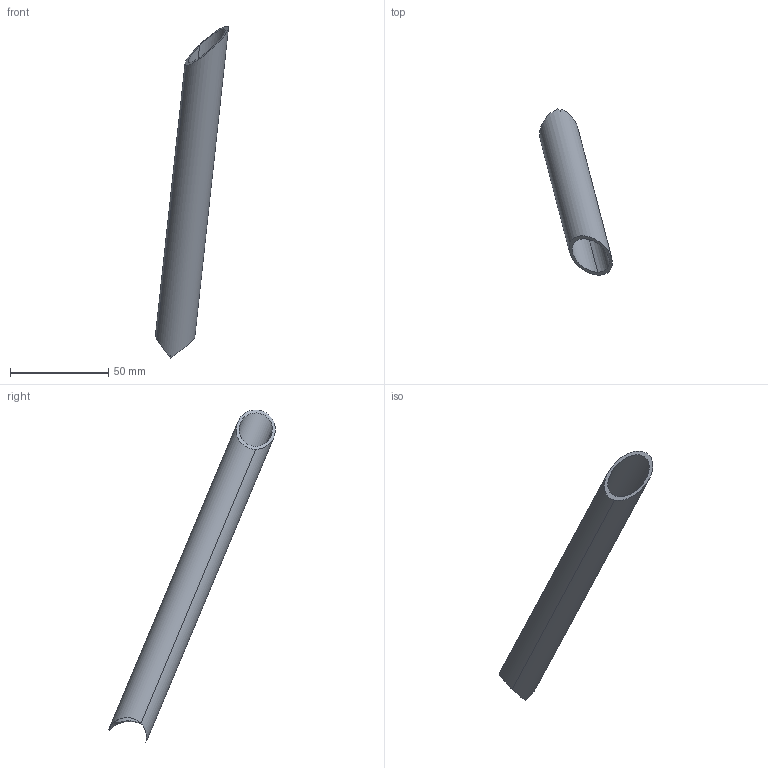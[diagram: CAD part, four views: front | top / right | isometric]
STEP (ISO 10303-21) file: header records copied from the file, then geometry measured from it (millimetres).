
FILE_DESCRIPTION(('STEP AP214'),'1');
FILE_NAME('44.stp','2018-12-20T10:15:07',(' '),(' '),'Spatial InterOp 3D',' ',' ');
FILE_SCHEMA(('AUTOMOTIVE_DESIGN { 1 0 10303 214 1 1 1 1 }'));
Length unit declared in the file: metre
Products named in the file (1): Corps1
Bounding box: 37.09 x 84.78 x 168.92 mm (x, y, z)
Volume: 14263.8 mm3; surface area: 19310.1 mm2
Topology: 1 solids, 1 shells, 9 faces, 27 edges, 19 vertices
Faces by surface type: cylinder 8, plane 1
Entity records: 774 total; most frequent: CARTESIAN_POINT 445, ORIENTED_EDGE 54, DIRECTION 40, EDGE_CURVE 27, VERTEX_POINT 19, AXIS2_PLACEMENT_3D 17, B_SPLINE_CURVE_WITH_KNOTS 14, STYLED_ITEM 10
